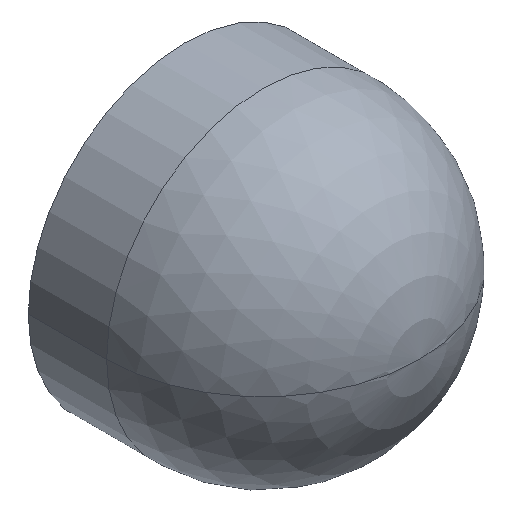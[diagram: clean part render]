
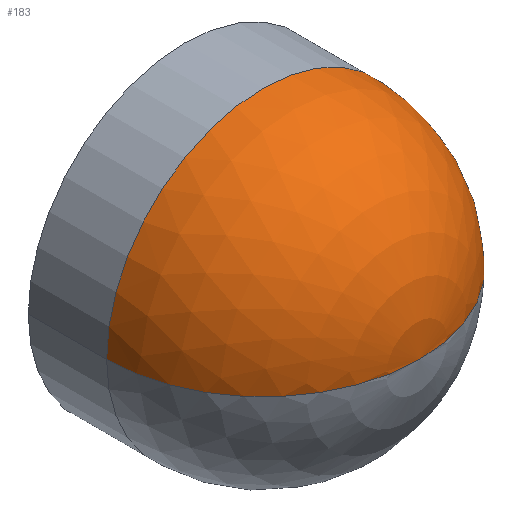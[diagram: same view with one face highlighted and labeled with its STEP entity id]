
A CAD part, isometric view. The second image highlights one B-rep face of the part: STEP entity #183.
In plain terms, the highlighted spherical face has radius 20 mm.
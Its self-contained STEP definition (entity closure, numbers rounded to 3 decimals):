
#37=CARTESIAN_POINT('',(0.,25.,0.));
#38=DIRECTION('',(0.,0.,-1.));
#39=DIRECTION('',(1.,0.,0.));
#40=AXIS2_PLACEMENT_3D('',#37,#38,#39);
#42=CARTESIAN_POINT('',(0.,25.,0.));
#43=DIRECTION('',(0.,0.,1.));
#44=DIRECTION('',(-1.,0.,0.));
#45=AXIS2_PLACEMENT_3D('',#42,#43,#44);
#47=CARTESIAN_POINT('',(0.,25.,0.));
#48=DIRECTION('',(0.,-1.,0.));
#49=DIRECTION('',(1.,0.,0.));
#50=AXIS2_PLACEMENT_3D('',#47,#48,#49);
#87=CARTESIAN_POINT('',(20.,25.,0.));
#88=CARTESIAN_POINT('',(0.,5.,0.));
#89=VERTEX_POINT('',#87);
#90=VERTEX_POINT('',#88);
#91=CARTESIAN_POINT('',(-20.,25.,0.));
#92=VERTEX_POINT('',#91);
#171=CARTESIAN_POINT('',(0.,25.,0.));
#172=DIRECTION('',(0.,1.,0.));
#173=DIRECTION('',(1.,0.,0.));
#174=AXIS2_PLACEMENT_3D('',#171,#172,#173);
#175=SPHERICAL_SURFACE('',#174,20.);
#177=ORIENTED_EDGE('',*,*,#176,.T.);
#179=ORIENTED_EDGE('',*,*,#178,.F.);
#180=ORIENTED_EDGE('',*,*,#165,.F.);
#181=EDGE_LOOP('',(#177,#179,#180));
#182=FACE_OUTER_BOUND('',#181,.F.);
#183=ADVANCED_FACE('',(#182),#175,.T.);
#41=CIRCLE('',#40,20.);
#46=CIRCLE('',#45,20.);
#51=CIRCLE('',#50,20.);
#165=EDGE_CURVE('',#89,#92,#51,.T.);
#176=EDGE_CURVE('',#89,#90,#41,.T.);
#178=EDGE_CURVE('',#92,#90,#46,.T.);
